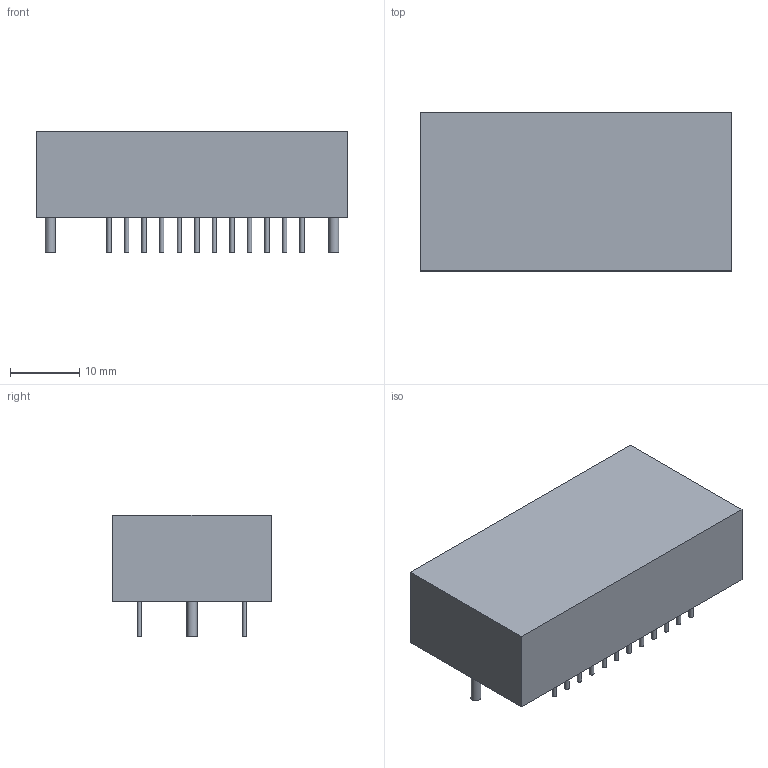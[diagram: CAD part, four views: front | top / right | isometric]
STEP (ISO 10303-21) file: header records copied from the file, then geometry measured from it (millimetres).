
FILE_DESCRIPTION(('FreeCAD Model'),'2;1');
FILE_NAME('482856.1.2.stp','2020-04-08T22:05:15',( 'Author'),(''),'Open CASCADE STEP processor 6.9','FreeCAD','Unknown' );
FILE_SCHEMA(('AUTOMOTIVE_DESIGN { 1 0 10303 214 1 1 1 1 }'));
Length unit declared in the file: millimetre
Products named in the file (3): ASSEMBLY; Body; Leads
Assembly tree (27 placements, depth 2):
  ASSEMBLY
    Body
    Leads  x26
Bounding box: 45.07 x 22.86 x 17.55 mm (x, y, z)
Volume: 14283.2 mm3; surface area: 11911.7 mm2
Topology: 677 solids, 677 shells, 2034 faces, 2040 edges, 1360 vertices
Faces by surface type: plane 1358, cylinder 676
Full cylindrical faces by diameter (mm): 0.638 x624, 1.45 x52
Entity records: 3197 total; most frequent: DIRECTION 546, CARTESIAN_POINT 442, ORIENTED_EDGE 180, PCURVE 180, DEFINITIONAL_REPRESENTATION 180, LINE 166, VECTOR 166, AXIS2_PLACEMENT_3D 164
